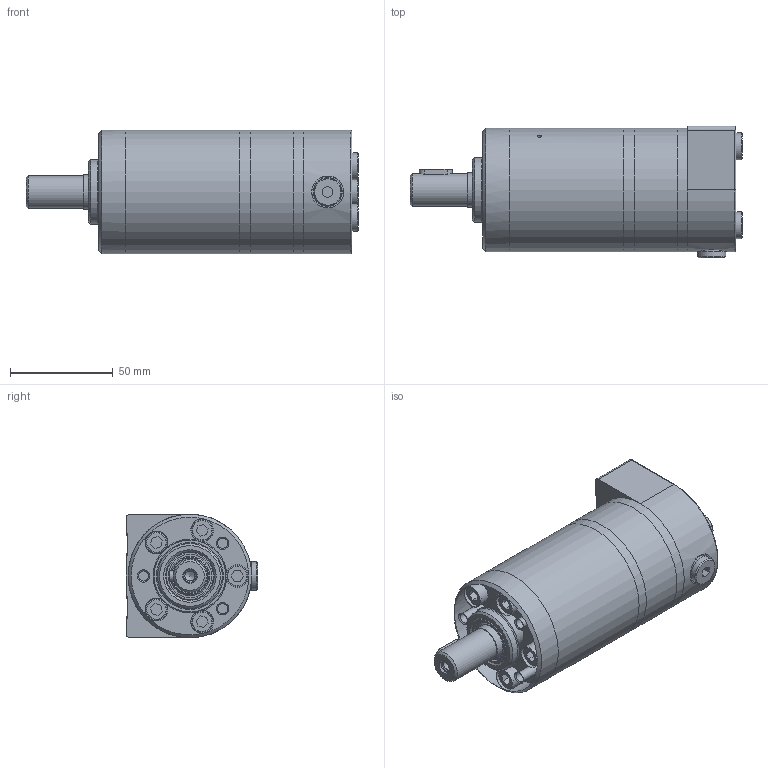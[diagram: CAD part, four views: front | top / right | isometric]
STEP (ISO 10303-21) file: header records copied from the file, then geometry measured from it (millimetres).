
FILE_DESCRIPTION( ( 'STEP AP214' ), '1' );
FILE_NAME( 'MMS50VC.stp', '2019-11-11T14:08:43', ( '' ), ( '' ), ' ', 'PARTsolutions', ' ' );
FILE_SCHEMA( ( 'AUTOMOTIVE_DESIGN { 1 0 10303 214 1 1 1 1 }' ) );
Length unit declared in the file: millimetre
Products named in the file (8): MMS50VC; _MMMF; _MMBO; _MMVP2; _MM50D; _MMVP; _MMSP; _MMVCSH
Assembly tree (7 placements, depth 2):
  MMS50VC
    _MMMF
    _MMBO
    _MMVP2
    _MM50D
    _MMVP
    _MMSP
    _MMVCSH
Bounding box: 161.25 x 64 x 60 mm (x, y, z)
Volume: 352311 mm3; surface area: 71001.7 mm2
Topology: 7 solids, 7 shells, 209 faces, 443 edges, 281 vertices
Faces by surface type: plane 116, cylinder 59, cone 22, torus 12
Full cylindrical faces by diameter (mm): 2 x2, 4.917 x4, 6 x1, 8.4 x3, 10 x5, 11 x5, 13 x3, 13.8 x1, 13.9 x3, 14 x1, 14.95 x2, 15.5 x1, 16 x1, 16.93 x1, 17.3 x2, 21.1 x1, 23.5 x1, 31.5 x1, 32 x1, 35.8 x1, 60 x5
Entity records: 7131 total; most frequent: CARTESIAN_POINT 1112, DIRECTION 907, ORIENTED_EDGE 698, AXIS2_PLACEMENT_3D 354, EDGE_CURVE 349, EDGE_LOOP 329, VERTEX_POINT 271, FACE_OUTER_BOUND 265
